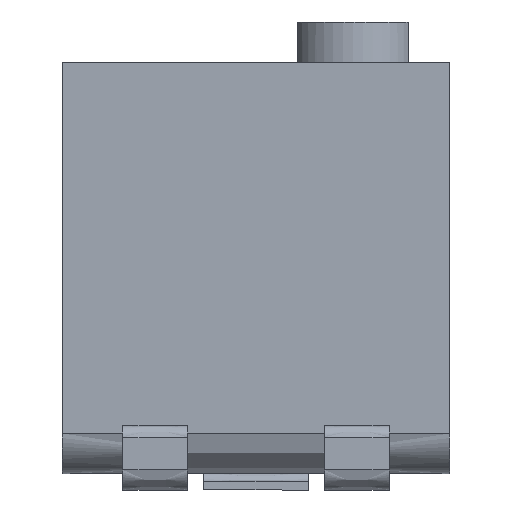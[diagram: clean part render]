
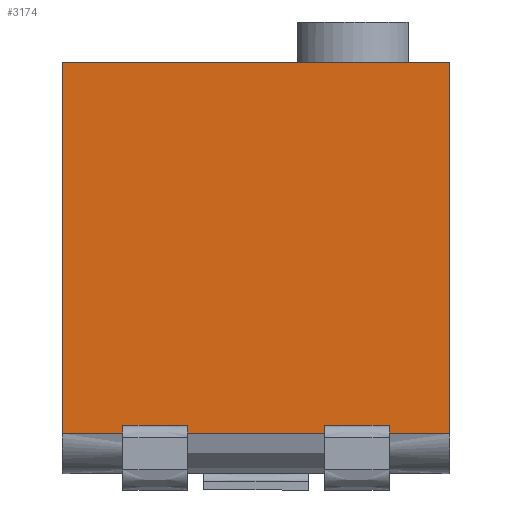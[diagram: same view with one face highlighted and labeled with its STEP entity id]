
A CAD part, front view. The second image highlights one B-rep face of the part: STEP entity #3174.
In plain terms, the highlighted planar face has unit normal (0, -1, 0).
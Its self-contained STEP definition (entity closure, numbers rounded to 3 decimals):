
#3051 = EDGE_CURVE('',#3052,#3054,#3056,.T.);
#3052 = VERTEX_POINT('',#3053);
#3053 = CARTESIAN_POINT('',(0.,-1.75,0.5));
#3054 = VERTEX_POINT('',#3055);
#3055 = CARTESIAN_POINT('',(4.8,-1.75,0.5));
#3056 = SURFACE_CURVE('',#3057,(#3061,#3076),.PCURVE_S1.);
#3057 = LINE('',#3058,#3059);
#3058 = CARTESIAN_POINT('',(0.,-1.75,0.5));
#3059 = VECTOR('',#3060,1.);
#3060 = DIRECTION('',(1.,0.,0.));
#3061 = PCURVE('',#3062,#3070);
#3062 = SURFACE_OF_LINEAR_EXTRUSION('',#3063,#3068);
#3063 = B_SPLINE_CURVE_WITH_KNOTS('',3,(#3064,#3065,#3066,#3067),
  .UNSPECIFIED.,.F.,.F.,(4,4),(0.,1.),.PIECEWISE_BEZIER_KNOTS.);
#3064 = CARTESIAN_POINT('',(0.,-1.75,0.5));
#3065 = CARTESIAN_POINT('',(0.,-1.75,0.25));
#3066 = CARTESIAN_POINT('',(0.,-1.5,0.)
  );
#3067 = CARTESIAN_POINT('',(0.,-1.25,0.
    ));
#3068 = VECTOR('',#3069,1.);
#3069 = DIRECTION('',(-1.,0.,0.));
#3070 = DEFINITIONAL_REPRESENTATION('',(#3071),#3075);
#3071 = LINE('',#3072,#3073);
#3072 = CARTESIAN_POINT('',(0.,0.));
#3073 = VECTOR('',#3074,1.);
#3074 = DIRECTION('',(0.,-1.));
#3075 = ( GEOMETRIC_REPRESENTATION_CONTEXT(2) 
PARAMETRIC_REPRESENTATION_CONTEXT() REPRESENTATION_CONTEXT('2D SPACE',''
  ) );
#3076 = PCURVE('',#3077,#3082);
#3077 = PLANE('',#3078);
#3078 = AXIS2_PLACEMENT_3D('',#3079,#3080,#3081);
#3079 = CARTESIAN_POINT('',(0.,-1.75,0.5));
#3080 = DIRECTION('',(0.,-1.,0.));
#3081 = DIRECTION('',(0.,0.,1.));
#3082 = DEFINITIONAL_REPRESENTATION('',(#3083),#3087);
#3083 = LINE('',#3084,#3085);
#3084 = CARTESIAN_POINT('',(0.,0.));
#3085 = VECTOR('',#3086,1.);
#3086 = DIRECTION('',(0.,-1.));
#3087 = ( GEOMETRIC_REPRESENTATION_CONTEXT(2) 
PARAMETRIC_REPRESENTATION_CONTEXT() REPRESENTATION_CONTEXT('2D SPACE',''
  ) );
#3106 = PLANE('',#3107);
#3107 = AXIS2_PLACEMENT_3D('',#3108,#3109,#3110);
#3108 = CARTESIAN_POINT('',(4.8,0.,2.596));
#3109 = DIRECTION('',(-1.,0.,0.));
#3110 = DIRECTION('',(0.,0.,-1.));
#3162 = PLANE('',#3163);
#3163 = AXIS2_PLACEMENT_3D('',#3164,#3165,#3166);
#3164 = CARTESIAN_POINT('',(0.,0.,
    2.596));
#3165 = DIRECTION('',(-1.,0.,0.));
#3166 = DIRECTION('',(0.,0.,-1.));
#3174 = ADVANCED_FACE('',(#3175),#3077,.T.);
#3175 = FACE_BOUND('',#3176,.T.);
#3176 = EDGE_LOOP('',(#3177,#3178,#3201,#3229));
#3177 = ORIENTED_EDGE('',*,*,#3051,.T.);
#3178 = ORIENTED_EDGE('',*,*,#3179,.T.);
#3179 = EDGE_CURVE('',#3054,#3180,#3182,.T.);
#3180 = VERTEX_POINT('',#3181);
#3181 = CARTESIAN_POINT('',(4.8,-1.75,5.1));
#3182 = SURFACE_CURVE('',#3183,(#3187,#3194),.PCURVE_S1.);
#3183 = LINE('',#3184,#3185);
#3184 = CARTESIAN_POINT('',(4.8,-1.75,0.5));
#3185 = VECTOR('',#3186,1.);
#3186 = DIRECTION('',(0.,0.,1.));
#3187 = PCURVE('',#3077,#3188);
#3188 = DEFINITIONAL_REPRESENTATION('',(#3189),#3193);
#3189 = LINE('',#3190,#3191);
#3190 = CARTESIAN_POINT('',(0.,-4.8));
#3191 = VECTOR('',#3192,1.);
#3192 = DIRECTION('',(1.,0.));
#3193 = ( GEOMETRIC_REPRESENTATION_CONTEXT(2) 
PARAMETRIC_REPRESENTATION_CONTEXT() REPRESENTATION_CONTEXT('2D SPACE',''
  ) );
#3194 = PCURVE('',#3106,#3195);
#3195 = DEFINITIONAL_REPRESENTATION('',(#3196),#3200);
#3196 = LINE('',#3197,#3198);
#3197 = CARTESIAN_POINT('',(2.096,1.75));
#3198 = VECTOR('',#3199,1.);
#3199 = DIRECTION('',(-1.,0.));
#3200 = ( GEOMETRIC_REPRESENTATION_CONTEXT(2) 
PARAMETRIC_REPRESENTATION_CONTEXT() REPRESENTATION_CONTEXT('2D SPACE',''
  ) );
#3201 = ORIENTED_EDGE('',*,*,#3202,.F.);
#3202 = EDGE_CURVE('',#3203,#3180,#3205,.T.);
#3203 = VERTEX_POINT('',#3204);
#3204 = CARTESIAN_POINT('',(0.,-1.75,5.1));
#3205 = SURFACE_CURVE('',#3206,(#3210,#3217),.PCURVE_S1.);
#3206 = LINE('',#3207,#3208);
#3207 = CARTESIAN_POINT('',(0.,-1.75,5.1));
#3208 = VECTOR('',#3209,1.);
#3209 = DIRECTION('',(1.,0.,0.));
#3210 = PCURVE('',#3077,#3211);
#3211 = DEFINITIONAL_REPRESENTATION('',(#3212),#3216);
#3212 = LINE('',#3213,#3214);
#3213 = CARTESIAN_POINT('',(4.6,0.));
#3214 = VECTOR('',#3215,1.);
#3215 = DIRECTION('',(0.,-1.));
#3216 = ( GEOMETRIC_REPRESENTATION_CONTEXT(2) 
PARAMETRIC_REPRESENTATION_CONTEXT() REPRESENTATION_CONTEXT('2D SPACE',''
  ) );
#3217 = PCURVE('',#3218,#3223);
#3218 = PLANE('',#3219);
#3219 = AXIS2_PLACEMENT_3D('',#3220,#3221,#3222);
#3220 = CARTESIAN_POINT('',(0.,-1.75,5.1));
#3221 = DIRECTION('',(0.,0.,1.));
#3222 = DIRECTION('',(0.,1.,0.));
#3223 = DEFINITIONAL_REPRESENTATION('',(#3224),#3228);
#3224 = LINE('',#3225,#3226);
#3225 = CARTESIAN_POINT('',(0.,0.));
#3226 = VECTOR('',#3227,1.);
#3227 = DIRECTION('',(0.,-1.));
#3228 = ( GEOMETRIC_REPRESENTATION_CONTEXT(2) 
PARAMETRIC_REPRESENTATION_CONTEXT() REPRESENTATION_CONTEXT('2D SPACE',''
  ) );
#3229 = ORIENTED_EDGE('',*,*,#3230,.F.);
#3230 = EDGE_CURVE('',#3052,#3203,#3231,.T.);
#3231 = SURFACE_CURVE('',#3232,(#3236,#3243),.PCURVE_S1.);
#3232 = LINE('',#3233,#3234);
#3233 = CARTESIAN_POINT('',(0.,-1.75,0.5));
#3234 = VECTOR('',#3235,1.);
#3235 = DIRECTION('',(0.,0.,1.));
#3236 = PCURVE('',#3077,#3237);
#3237 = DEFINITIONAL_REPRESENTATION('',(#3238),#3242);
#3238 = LINE('',#3239,#3240);
#3239 = CARTESIAN_POINT('',(0.,0.));
#3240 = VECTOR('',#3241,1.);
#3241 = DIRECTION('',(1.,0.));
#3242 = ( GEOMETRIC_REPRESENTATION_CONTEXT(2) 
PARAMETRIC_REPRESENTATION_CONTEXT() REPRESENTATION_CONTEXT('2D SPACE',''
  ) );
#3243 = PCURVE('',#3162,#3244);
#3244 = DEFINITIONAL_REPRESENTATION('',(#3245),#3249);
#3245 = LINE('',#3246,#3247);
#3246 = CARTESIAN_POINT('',(2.096,1.75));
#3247 = VECTOR('',#3248,1.);
#3248 = DIRECTION('',(-1.,0.));
#3249 = ( GEOMETRIC_REPRESENTATION_CONTEXT(2) 
PARAMETRIC_REPRESENTATION_CONTEXT() REPRESENTATION_CONTEXT('2D SPACE',''
  ) );
